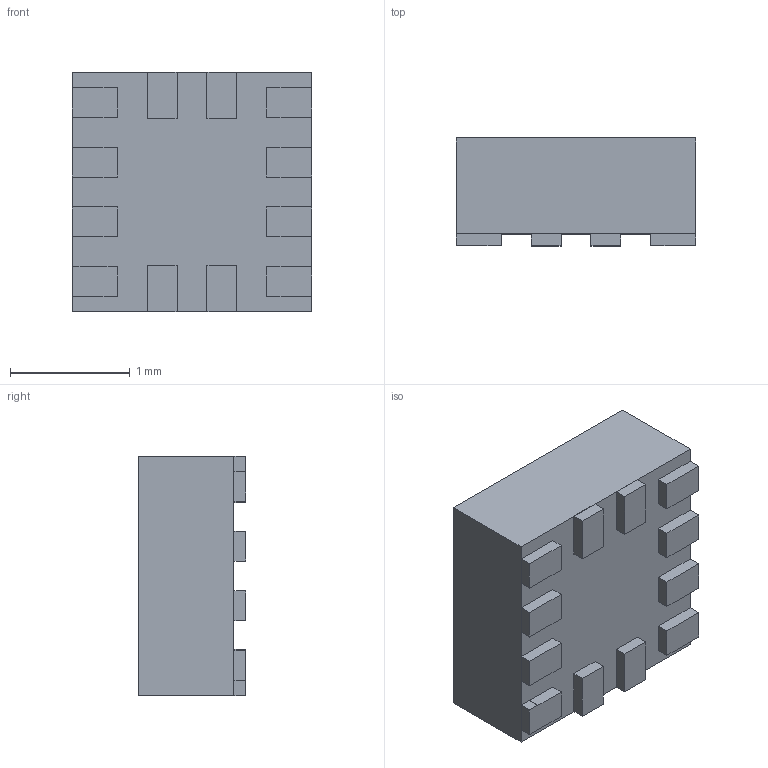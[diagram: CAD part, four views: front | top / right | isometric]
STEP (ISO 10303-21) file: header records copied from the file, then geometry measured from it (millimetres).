
FILE_DESCRIPTION(/* description */ (''),/* implementation_level */ '2;1');
FILE_NAME(/* name */ 'VLGA-12.step',/* time_stamp */ '2023-12-31T23:37:55Z',/* author */ (''),/* organization */ (''),/* preprocessor_version */ 'ST-DEVELOPER v20',/* originating_system */ 'Autodesk Translation Framework v12.14.0.127',/* authorisation */ '');
FILE_SCHEMA (('AUTOMOTIVE_DESIGN { 1 0 10303 214 3 1 1 }'));
Length unit declared in the file: millimetre
Products named in the file (1): VLGA-12
Bounding box: 2 x 0.9 x 2 mm (x, y, z)
Volume: 3.3 mm3; surface area: 18.3 mm2
Topology: 13 solids, 13 shells, 82 faces, 165 edges, 110 vertices
Faces by surface type: plane 81, cylinder 1
Full cylindrical faces by diameter (mm): 0.3 x1
Entity records: 2134 total; most frequent: CARTESIAN_POINT 358, DIRECTION 333, ORIENTED_EDGE 330, EDGE_CURVE 165, LINE 163, VECTOR 163, VERTEX_POINT 110, AXIS2_PLACEMENT_3D 85
